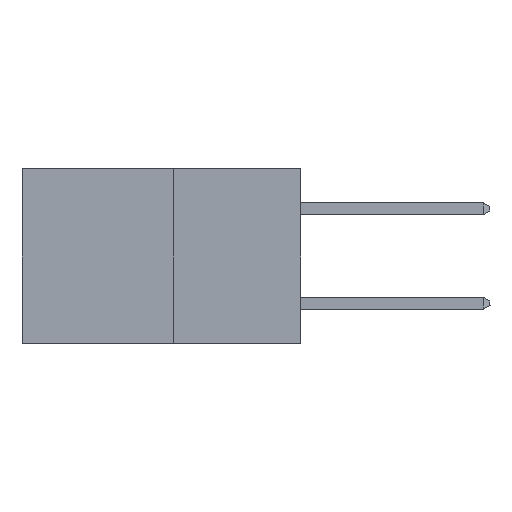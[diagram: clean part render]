
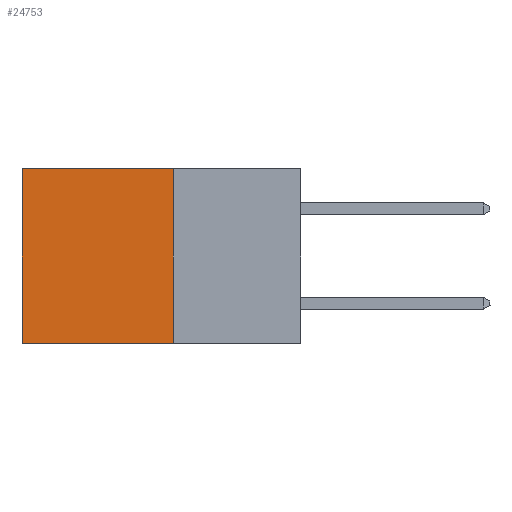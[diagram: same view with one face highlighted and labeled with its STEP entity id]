
A CAD part, left-side view. The second image highlights one B-rep face of the part: STEP entity #24753.
In plain terms, the highlighted planar face has unit normal (-1, 0, 0).
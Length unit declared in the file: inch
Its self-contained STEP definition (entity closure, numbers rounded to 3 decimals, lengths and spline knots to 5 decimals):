
#19 = CARTESIAN_POINT ( 'NONE',  ( 0.277, 0.27, -0.37 ) ) ;
#174 = LINE ( 'NONE', #6223, #4820 ) ;
#686 = EDGE_LOOP ( 'NONE', ( #2607, #18036, #18766, #6721 ) ) ;
#959 = LINE ( 'NONE', #8341, #6203 ) ;
#1038 = EDGE_CURVE ( 'NONE', #15132, #4183, #18732, .T. ) ;
#2342 = AXIS2_PLACEMENT_3D ( 'NONE', #11436, #25134, #13441 ) ;
#2607 = ORIENTED_EDGE ( 'NONE', *, *, #1038, .T. ) ;
#3080 = VECTOR ( 'NONE', #19891, 39.37008 ) ;
#4183 = VERTEX_POINT ( 'NONE', #18020 ) ;
#4820 = VECTOR ( 'NONE', #17987, 39.37008 ) ;
#6203 = VECTOR ( 'NONE', #22081, 39.37008 ) ;
#6223 = CARTESIAN_POINT ( 'NONE',  ( 0.277, 0.27, -0.37 ) ) ;
#6721 = ORIENTED_EDGE ( 'NONE', *, *, #25047, .T. ) ;
#6893 = CARTESIAN_POINT ( 'NONE',  ( 0.277, 0.59, 0. ) ) ;
#8068 = CARTESIAN_POINT ( 'NONE',  ( 0.277, 0.27, -0.37 ) ) ;
#8209 = VERTEX_POINT ( 'NONE', #24601 ) ;
#8341 = CARTESIAN_POINT ( 'NONE',  ( 0.277, 0.27, 0. ) ) ;
#11069 = LINE ( 'NONE', #19, #19699 ) ;
#11373 = VERTEX_POINT ( 'NONE', #8068 ) ;
#11436 = CARTESIAN_POINT ( 'NONE',  ( 0.277, 0.27, -0.37 ) ) ;
#13441 = DIRECTION ( 'NONE',  ( 0., 0., -1. ) ) ;
#15132 = VERTEX_POINT ( 'NONE', #6893 ) ;
#15764 = DIRECTION ( 'NONE',  ( 0., 0., -1. ) ) ;
#17112 = EDGE_CURVE ( 'NONE', #11373, #4183, #174, .T. ) ;
#17987 = DIRECTION ( 'NONE',  ( 0., 1., 0. ) ) ;
#18020 = CARTESIAN_POINT ( 'NONE',  ( 0.277, 0.59, -0.37 ) ) ;
#18036 = ORIENTED_EDGE ( 'NONE', *, *, #17112, .F. ) ;
#18732 = LINE ( 'NONE', #20490, #3080 ) ;
#18766 = ORIENTED_EDGE ( 'NONE', *, *, #20921, .F. ) ;
#19295 = PLANE ( 'NONE',  #2342 ) ;
#19699 = VECTOR ( 'NONE', #15764, 39.37008 ) ;
#19891 = DIRECTION ( 'NONE',  ( 0., 0., -1. ) ) ;
#20490 = CARTESIAN_POINT ( 'NONE',  ( 0.277, 0.59, -0.37 ) ) ;
#20921 = EDGE_CURVE ( 'NONE', #8209, #11373, #11069, .T. ) ;
#22081 = DIRECTION ( 'NONE',  ( 0., 1., 0. ) ) ;
#22769 = FACE_OUTER_BOUND ( 'NONE', #686, .T. ) ;
#24601 = CARTESIAN_POINT ( 'NONE',  ( 0.277, 0.27, 0. ) ) ;
#24753 = ADVANCED_FACE ( 'NONE', ( #22769 ), #19295, .F. ) ;
#25047 = EDGE_CURVE ( 'NONE', #8209, #15132, #959, .T. ) ;
#25134 = DIRECTION ( 'NONE',  ( 1., 0., 0. ) ) ;
